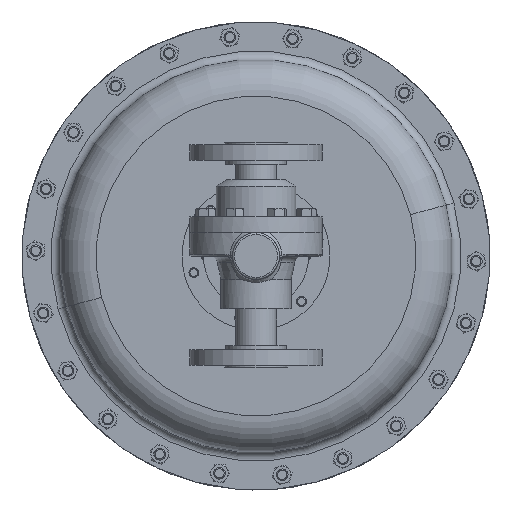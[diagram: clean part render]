
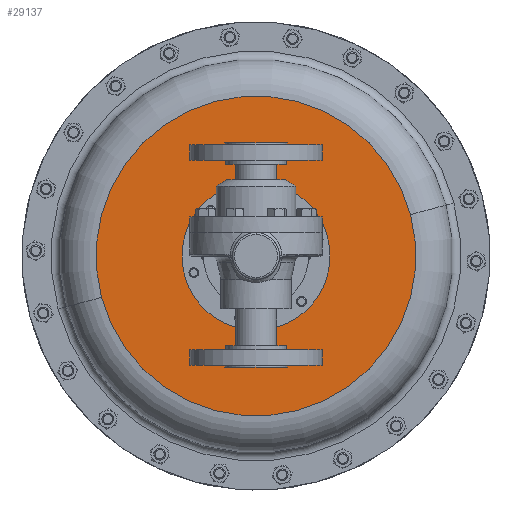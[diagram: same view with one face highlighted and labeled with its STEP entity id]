
A CAD part, front view. The second image highlights one B-rep face of the part: STEP entity #29137.
In plain terms, the highlighted planar face has unit normal (0, -1, 0).
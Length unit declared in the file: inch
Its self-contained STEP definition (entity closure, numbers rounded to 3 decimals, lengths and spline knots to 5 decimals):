
#933 = EDGE_LOOP ( 'NONE', ( #16757, #17480 ) ) ;
#2301 = DIRECTION ( 'NONE',  ( -0.707, 0., -0.707 ) ) ;
#2310 = CARTESIAN_POINT ( 'NONE',  ( 1.72307, 9.6203, 5.33564 ) ) ;
#2342 = DIRECTION ( 'NONE',  ( 0., 1., 0. ) ) ;
#4421 = DIRECTION ( 'NONE',  ( 0., 1., 0. ) ) ;
#5154 = DIRECTION ( 'NONE',  ( 0., 1., 0. ) ) ;
#5534 = ORIENTED_EDGE ( 'NONE', *, *, #18733, .T. ) ;
#6447 = CARTESIAN_POINT ( 'NONE',  ( 0.0437, 9.6203, 3.65626 ) ) ;
#7036 = AXIS2_PLACEMENT_3D ( 'NONE', #13464, #13501, #13543 ) ;
#8994 = VERTEX_POINT ( 'NONE', #15765 ) ;
#10633 = CIRCLE ( 'NONE', #31588, 5.125 ) ;
#13464 = CARTESIAN_POINT ( 'NONE',  ( 1.72307, 9.6203, 5.33564 ) ) ;
#13501 = DIRECTION ( 'NONE',  ( 0., 1., 0. ) ) ;
#13543 = DIRECTION ( 'NONE',  ( -0.707, 0., -0.707 ) ) ;
#14710 = EDGE_CURVE ( 'NONE', #26055, #17141, #17441, .T. ) ;
#15063 = DIRECTION ( 'NONE',  ( 0., -1., 0. ) ) ;
#15096 = FACE_OUTER_BOUND ( 'NONE', #933, .T. ) ;
#15166 = EDGE_LOOP ( 'NONE', ( #5534, #27111 ) ) ;
#15765 = CARTESIAN_POINT ( 'NONE',  ( -3.2273, 9.6203, 4.00919 ) ) ;
#16757 = ORIENTED_EDGE ( 'NONE', *, *, #27935, .F. ) ;
#17141 = VERTEX_POINT ( 'NONE', #17250 ) ;
#17250 = CARTESIAN_POINT ( 'NONE',  ( 3.40245, 9.6203, 7.01502 ) ) ;
#17441 = CIRCLE ( 'NONE', #7036, 2.375 ) ;
#17480 = ORIENTED_EDGE ( 'NONE', *, *, #21224, .F. ) ;
#17554 = PLANE ( 'NONE',  #30115 ) ;
#18733 = EDGE_CURVE ( 'NONE', #17141, #26055, #20609, .T. ) ;
#20097 = CARTESIAN_POINT ( 'NONE',  ( 1.72307, 9.6203, 5.33564 ) ) ;
#20609 = CIRCLE ( 'NONE', #30394, 2.375 ) ;
#20852 = CARTESIAN_POINT ( 'NONE',  ( 1.72307, 9.6203, 5.33564 ) ) ;
#21224 = EDGE_CURVE ( 'NONE', #8994, #32370, #10633, .T. ) ;
#22812 = DIRECTION ( 'NONE',  ( 0.966, 0., 0.259 ) ) ;
#23563 = DIRECTION ( 'NONE',  ( 0.966, 0., 0.259 ) ) ;
#25667 = CARTESIAN_POINT ( 'NONE',  ( 3.04952, 9.6203, 0.38527 ) ) ;
#26055 = VERTEX_POINT ( 'NONE', #6447 ) ;
#26720 = CARTESIAN_POINT ( 'NONE',  ( 6.67344, 9.6203, 6.66208 ) ) ;
#27111 = ORIENTED_EDGE ( 'NONE', *, *, #14710, .T. ) ;
#27935 = EDGE_CURVE ( 'NONE', #32370, #8994, #31113, .T. ) ;
#29137 = ADVANCED_FACE ( 'NONE', ( #15096, #34154 ), #17554, .T. ) ;
#30115 = AXIS2_PLACEMENT_3D ( 'NONE', #25667, #15063, #33993 ) ;
#30394 = AXIS2_PLACEMENT_3D ( 'NONE', #2310, #2342, #2301 ) ;
#31113 = CIRCLE ( 'NONE', #31700, 5.125 ) ;
#31588 = AXIS2_PLACEMENT_3D ( 'NONE', #20097, #4421, #22812 ) ;
#31700 = AXIS2_PLACEMENT_3D ( 'NONE', #20852, #5154, #23563 ) ;
#32370 = VERTEX_POINT ( 'NONE', #26720 ) ;
#33993 = DIRECTION ( 'NONE',  ( -0.966, 0., -0.259 ) ) ;
#34154 = FACE_BOUND ( 'NONE', #15166, .T. ) ;
